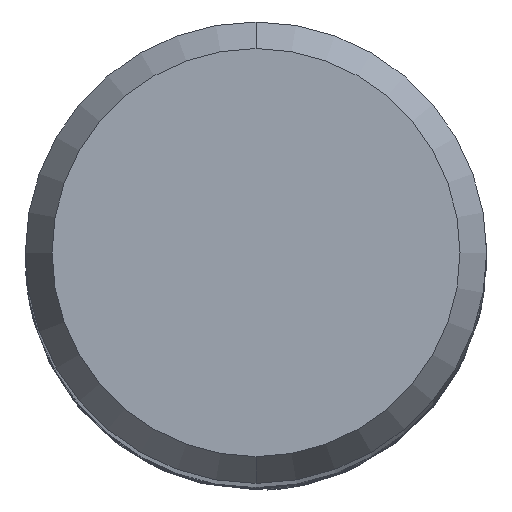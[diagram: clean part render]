
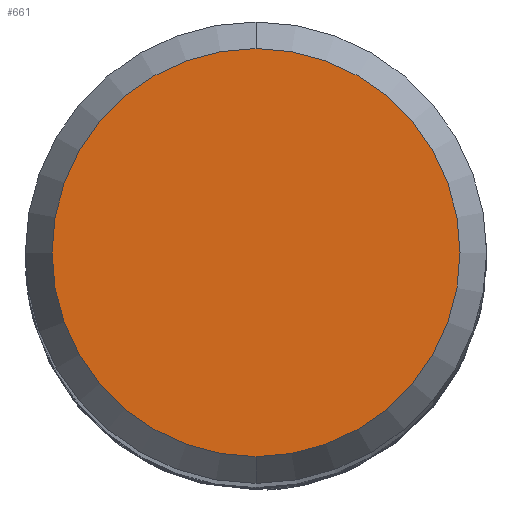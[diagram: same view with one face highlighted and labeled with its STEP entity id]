
A CAD part, top view. The second image highlights one B-rep face of the part: STEP entity #661.
In plain terms, the highlighted planar face has unit normal (0, 0, 1).
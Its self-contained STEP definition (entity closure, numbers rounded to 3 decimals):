
#641=VERTEX_POINT('',#1876);
#661=ADVANCED_FACE('',(#1897),#1898,.T.);
#825=VERTEX_POINT('',#2080);
#1307=EDGE_CURVE('',#825,#641,#2608,.T.);
#1511=EDGE_CURVE('',#641,#825,#2830,.T.);
#1876=CARTESIAN_POINT('',(0.0,3.538,0.0));
#1897=FACE_OUTER_BOUND('',#3240,.T.);
#1898=PLANE('',#3241);
#2080=CARTESIAN_POINT('',(0.,-3.538,0.0));
#2608=CIRCLE('',#12067,3.538);
#2830=CIRCLE('',#16473,3.538);
#3240=EDGE_LOOP('',(#20677,#20678));
#3241=AXIS2_PLACEMENT_3D('',#20679,#20680,#20681);
#12067=AXIS2_PLACEMENT_3D('',#21408,#21409,#21410);
#16473=AXIS2_PLACEMENT_3D('',#21614,#21615,#21616);
#20677=ORIENTED_EDGE('',*,*,#1511,.F.);
#20678=ORIENTED_EDGE('',*,*,#1307,.F.);
#20679=CARTESIAN_POINT('',(0.0,1.769,0.0));
#20680=DIRECTION('',(-0.0,0.0,1.0));
#20681=DIRECTION('',(0.0,-1.0,0.0));
#21408=CARTESIAN_POINT('',(0.0,0.0,0.0));
#21409=DIRECTION('',(0.0,0.0,-1.0));
#21410=DIRECTION('',(0.0,1.0,0.0));
#21614=CARTESIAN_POINT('',(0.0,0.0,0.0));
#21615=DIRECTION('',(0.0,0.0,-1.0));
#21616=DIRECTION('',(0.0,1.0,0.0));
